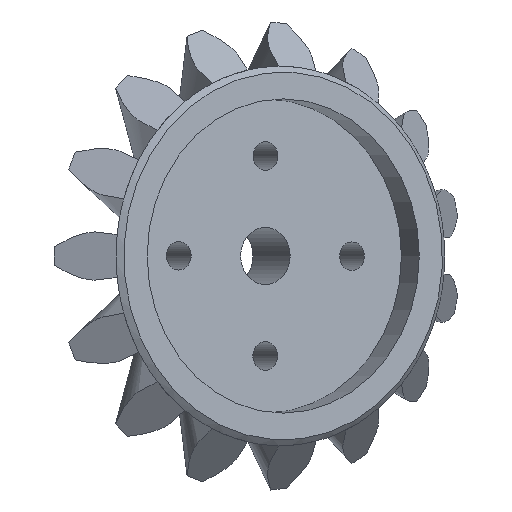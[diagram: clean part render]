
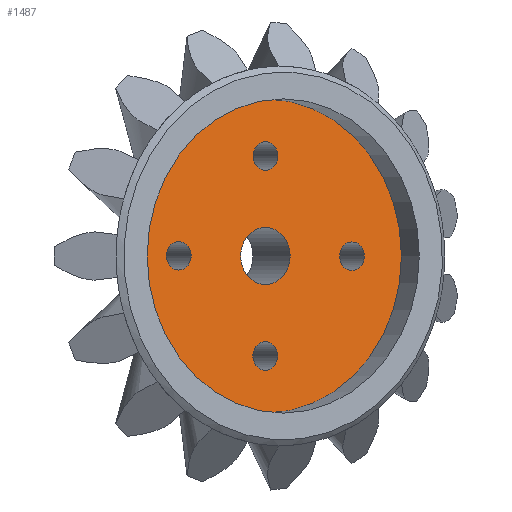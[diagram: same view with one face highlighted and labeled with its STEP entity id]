
A CAD part, left-side view. The second image highlights one B-rep face of the part: STEP entity #1487.
In plain terms, the highlighted face is planar.
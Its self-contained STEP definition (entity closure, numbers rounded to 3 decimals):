
#65=FACE_BOUND('',#300,.T.);
#66=FACE_BOUND('',#301,.T.);
#67=FACE_BOUND('',#302,.T.);
#68=FACE_BOUND('',#303,.T.);
#69=FACE_BOUND('',#304,.T.);
#162=PLANE('',#1642);
#193=FACE_OUTER_BOUND('',#299,.T.);
#299=EDGE_LOOP('',(#1058));
#300=EDGE_LOOP('',(#1059));
#301=EDGE_LOOP('',(#1060));
#302=EDGE_LOOP('',(#1061));
#303=EDGE_LOOP('',(#1062));
#304=EDGE_LOOP('',(#1063));
#544=CIRCLE('',#1607,2.);
#561=CIRCLE('',#1641,11.);
#562=CIRCLE('',#1643,1.);
#563=CIRCLE('',#1644,1.);
#564=CIRCLE('',#1645,1.);
#565=CIRCLE('',#1646,1.);
#619=VERTEX_POINT('',#2182);
#681=VERTEX_POINT('',#3491);
#682=VERTEX_POINT('',#3495);
#683=VERTEX_POINT('',#3497);
#684=VERTEX_POINT('',#3499);
#685=VERTEX_POINT('',#3501);
#755=EDGE_CURVE('',#619,#619,#544,.T.);
#819=EDGE_CURVE('',#681,#681,#561,.T.);
#820=EDGE_CURVE('',#682,#682,#562,.T.);
#821=EDGE_CURVE('',#683,#683,#563,.T.);
#822=EDGE_CURVE('',#684,#684,#564,.T.);
#823=EDGE_CURVE('',#685,#685,#565,.T.);
#1058=ORIENTED_EDGE('',*,*,#819,.F.);
#1059=ORIENTED_EDGE('',*,*,#820,.F.);
#1060=ORIENTED_EDGE('',*,*,#821,.F.);
#1061=ORIENTED_EDGE('',*,*,#822,.F.);
#1062=ORIENTED_EDGE('',*,*,#755,.F.);
#1063=ORIENTED_EDGE('',*,*,#823,.F.);
#1487=ADVANCED_FACE('',(#193,#65,#66,#67,#68,#69),#162,.T.);
#1607=AXIS2_PLACEMENT_3D('',#2183,#1782,#1783);
#1641=AXIS2_PLACEMENT_3D('',#3493,#1852,#1853);
#1642=AXIS2_PLACEMENT_3D('',#3494,#1854,#1855);
#1643=AXIS2_PLACEMENT_3D('',#3496,#1856,#1857);
#1644=AXIS2_PLACEMENT_3D('',#3498,#1858,#1859);
#1645=AXIS2_PLACEMENT_3D('',#3500,#1860,#1861);
#1646=AXIS2_PLACEMENT_3D('',#3502,#1862,#1863);
#1782=DIRECTION('center_axis',(0.,0.,
-1.));
#1783=DIRECTION('ref_axis',(1.,0.,0.));
#1852=DIRECTION('center_axis',(0.,0.,
1.));
#1853=DIRECTION('ref_axis',(1.,0.,0.));
#1854=DIRECTION('center_axis',(0.,0.,
-1.));
#1855=DIRECTION('ref_axis',(1.,0.,0.));
#1856=DIRECTION('center_axis',(0.,0.,
-1.));
#1857=DIRECTION('ref_axis',(1.,0.,0.));
#1858=DIRECTION('center_axis',(0.,0.,
-1.));
#1859=DIRECTION('ref_axis',(1.,0.,0.));
#1860=DIRECTION('center_axis',(0.,0.,
-1.));
#1861=DIRECTION('ref_axis',(1.,0.,0.));
#1862=DIRECTION('center_axis',(0.,0.,
-1.));
#1863=DIRECTION('ref_axis',(1.,0.,0.));
#2182=CARTESIAN_POINT('',(-2.,0.,0.297));
#2183=CARTESIAN_POINT('Origin',(0.,0.,
0.297));
#3491=CARTESIAN_POINT('',(-11.,0.,0.297));
#3493=CARTESIAN_POINT('Origin',(0.,0.,
0.297));
#3494=CARTESIAN_POINT('Origin',(0.,0.,
0.297));
#3495=CARTESIAN_POINT('',(-1.012,7.001,0.297));
#3496=CARTESIAN_POINT('Origin',(-0.012,7.001,0.297));
#3497=CARTESIAN_POINT('',(-8.,-0.011,0.297));
#3498=CARTESIAN_POINT('Origin',(-7.,-0.011,0.297));
#3499=CARTESIAN_POINT('',(6.,0.014,0.297));
#3500=CARTESIAN_POINT('Origin',(7.,0.014,0.297));
#3501=CARTESIAN_POINT('',(-0.987,-6.999,0.297));
#3502=CARTESIAN_POINT('Origin',(0.013,-6.999,0.297));
